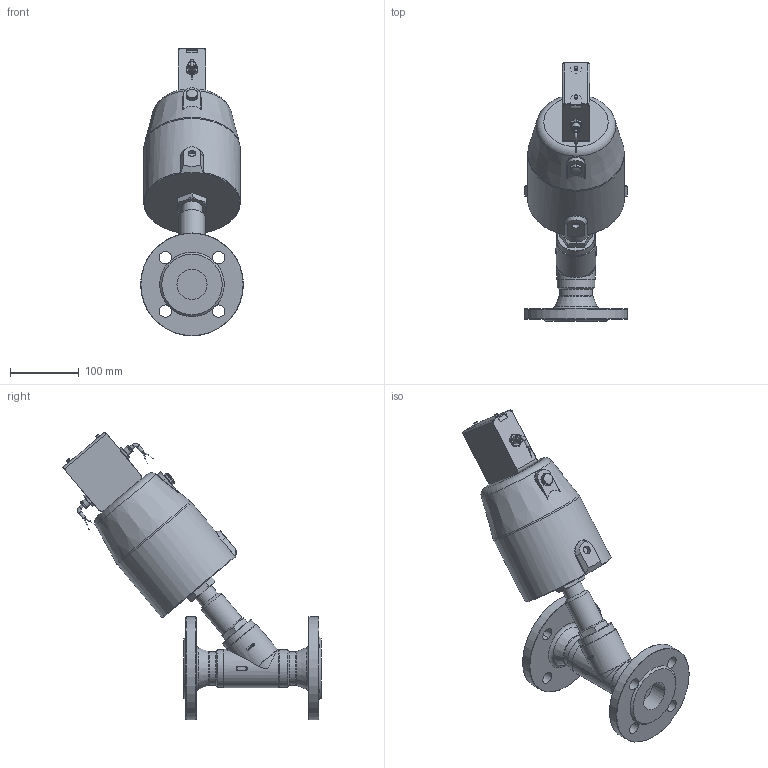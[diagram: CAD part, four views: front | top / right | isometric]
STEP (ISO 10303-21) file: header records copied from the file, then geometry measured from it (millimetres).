
FILE_DESCRIPTION(/* description */ ('3D-Modell'),/* implementation_level */ '2;1');
FILE_NAME(/* name */ '063.007645_2-977-27-0804-7163-FL-EO.stp',/* time_stamp */ '2024-10-31T12:23:37+01:00',/* author */ ('CBeuthner'),/* organization */ (''),/* preprocessor_version */ 'ST-DEVELOPER v16.1',/* originating_system */ 'Autodesk Inventor 2016',/* authorisation */ '');
FILE_SCHEMA (('CONFIG_CONTROL_DESIGN'));
Length unit declared in the file: millimetre
Products named in the file (1): 88-006643
Bounding box: 150 x 376.11 x 419.46 mm (x, y, z)
Volume: 3636950 mm3; surface area: 282843.1 mm2
Topology: 1 solids, 1 shells, 482 faces, 1168 edges, 724 vertices
Faces by surface type: plane 209, cylinder 110, cone 93, bspline 50, torus 19, sphere 1
Full cylindrical faces by diameter (mm): 0.67 x4, 1.5 x4, 3 x4, 5 x4, 5.5 x2, 11.445 x1, 11.95 x2, 12 x6, 17 x2, 18 x4, 30 x1, 38 x1, 43.9 x2, 48.3 x2, 55 x3, 56 x1, 141 x1, 150 x2
Entity records: 26567 total; most frequent: CARTESIAN_POINT 15933, ORIENTED_EDGE 2108, DIRECTION 1900, EDGE_CURVE 1054, AXIS2_PLACEMENT_3D 764, VERTEX_POINT 695, EDGE_LOOP 633, FACE_OUTER_BOUND 482
